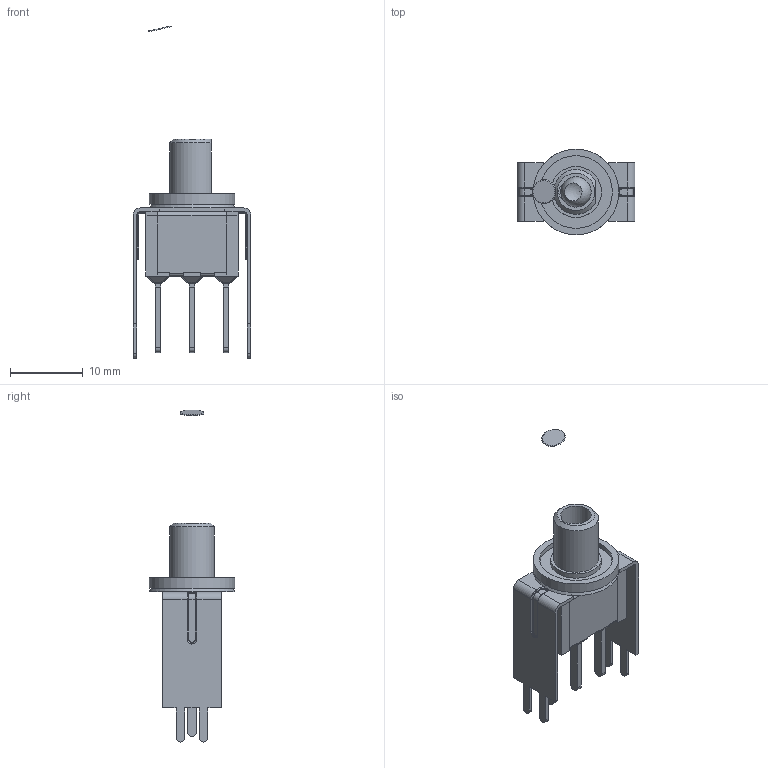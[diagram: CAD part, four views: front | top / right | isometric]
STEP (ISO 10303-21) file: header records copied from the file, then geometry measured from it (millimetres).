
FILE_DESCRIPTION(/* description */ (''),/* implementation_level */ '2;1');
FILE_NAME(/* name */ '100SPxT4B9VS3xE.stp',/* time_stamp */ '2025-05-01T09:05:52-05:00',/* author */ ('mroman'),/* organization */ (''),/* preprocessor_version */ 'ST-DEVELOPER v18.1',/* originating_system */ 'Autodesk Inventor 2022',/* authorisation */ '');
FILE_SCHEMA (('AUTOMOTIVE_DESIGN { 1 0 10303 214 3 1 1 }'));
Length unit declared in the file: inch
Products named in the file (1): 100SPxT4B9VS3xE
Bounding box: 16.26 x 11.81 x 45.78 mm (x, y, z)
Volume: 1468.6 mm3; surface area: 2056.5 mm2
Topology: 1 solids, 7 shells, 372 faces, 916 edges, 544 vertices
Faces by surface type: plane 213, cylinder 105, torus 37, sphere 14, cone 3
Full cylindrical faces by diameter (mm): 4.2 x2, 7.01 x1, 10.01 x1, 11.81 x1
Entity records: 10830 total; most frequent: DIRECTION 1921, CARTESIAN_POINT 1916, ORIENTED_EDGE 1806, EDGE_CURVE 903, AXIS2_PLACEMENT_3D 656, LINE 609, VECTOR 609, VERTEX_POINT 544
